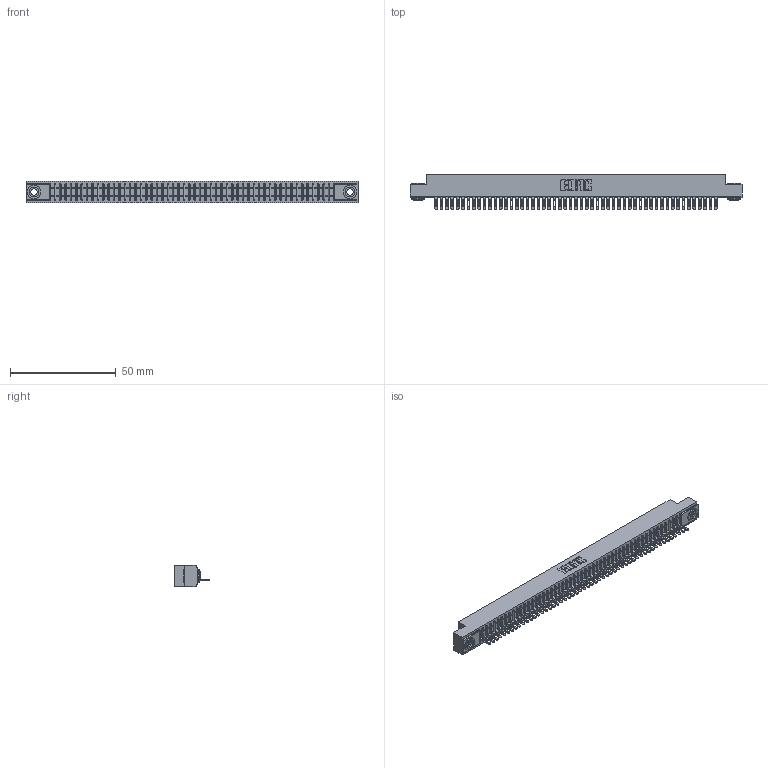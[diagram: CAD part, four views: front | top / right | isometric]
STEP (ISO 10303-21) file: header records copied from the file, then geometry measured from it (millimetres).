
FILE_DESCRIPTION (( 'STEP AP203' ), '1' );
FILE_NAME ('341-053-500-103.STEP', '2018-08-07T13:35:57', ( '' ), ( '' ), 'SwSTEP 2.0', 'SolidWorks 2016', '' );
FILE_SCHEMA (( 'CONFIG_CONTROL_DESIGN' ));
Length unit declared in the file: inch
Products named in the file (4): 341 Part_.156 (3.96) Dia Mounting Holes; 341-292-001_341-292-100; 345-250-002_345-250-002-102; 341-053-500-103
Assembly tree (56 placements, depth 2):
  341-053-500-103
    341 Part_.156 (3.96) Dia Mounting Holes
    341-292-001_341-292-100  x53
    345-250-002_345-250-002-102  x2
Bounding box: 156.84 x 16.69 x 10.16 mm (x, y, z)
Volume: 11282.4 mm3; surface area: 18421.9 mm2
Topology: 56 solids, 56 shells, 4514 faces, 12989 edges, 8334 vertices
Faces by surface type: plane 2689, cylinder 1605, sphere 108, torus 104, cone 8
Entity records: 62053 total; most frequent: CARTESIAN_POINT 10523, ORIENTED_EDGE 10502, DIRECTION 10169, EDGE_CURVE 5251, LINE 4241, VECTOR 4241, VERTEX_POINT 3318, AXIS2_PLACEMENT_3D 2964
